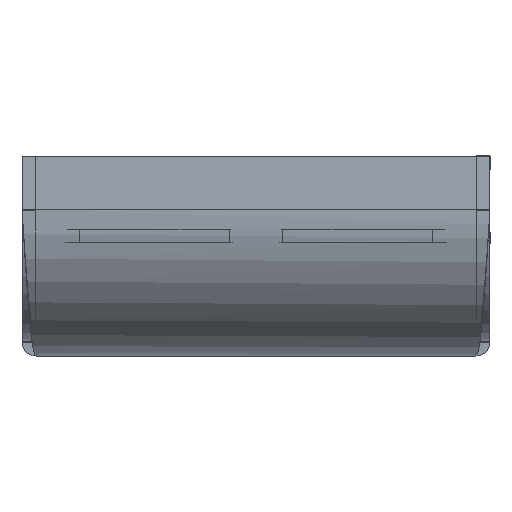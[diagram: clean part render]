
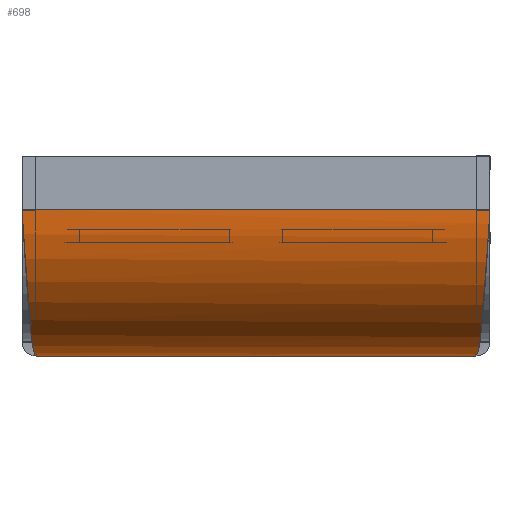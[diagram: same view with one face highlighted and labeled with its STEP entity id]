
A CAD part, left-side view. The second image highlights one B-rep face of the part: STEP entity #698.
In plain terms, the highlighted cylindrical face has radius 22 mm (diameter 44 mm), a partial arc.
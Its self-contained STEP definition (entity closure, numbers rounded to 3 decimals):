
#698 = ADVANCED_FACE ( 'NONE', ( #1961 ), #1900, .T. ) ;
#899 = CARTESIAN_POINT ( 'NONE',  ( -430.88, 33.175, -1.858 ) ) ;
#926 = CARTESIAN_POINT ( 'NONE',  ( -447.092, 34.4, 8.975 ) ) ;
#928 = CARTESIAN_POINT ( 'NONE',  ( -428., -33., -2. ) ) ;
#929 = CARTESIAN_POINT ( 'NONE',  ( -428., 33., -2. ) ) ;
#930 = CARTESIAN_POINT ( 'NONE',  ( -429.44, 33.088, -2. ) ) ;
#933 = CARTESIAN_POINT ( 'NONE',  ( -433.704, 33.35, -1.296 ) ) ;
#937 = CARTESIAN_POINT ( 'NONE',  ( -435.089, 33.438, -0.876 ) ) ;
#944 = CARTESIAN_POINT ( 'NONE',  ( -439.025, 33.7, 0.908 ) ) ;
#945 = CARTESIAN_POINT ( 'NONE',  ( -441.42, 33.875, 2.508 ) ) ;
#950 = CARTESIAN_POINT ( 'NONE',  ( -437.749, 33.613, 0.226 ) ) ;
#952 = CARTESIAN_POINT ( 'NONE',  ( -444.575, 34.138, 5.462 ) ) ;
#953 = CARTESIAN_POINT ( 'NONE',  ( -450., 35.1, 20. ) ) ;
#954 = CARTESIAN_POINT ( 'NONE',  ( -445.492, 34.225, 6.58 ) ) ;
#957 = CARTESIAN_POINT ( 'NONE',  ( -447.774, 34.488, 10.251 ) ) ;
#959 = CARTESIAN_POINT ( 'NONE',  ( -442.538, 33.963, 3.425 ) ) ;
#960 = CARTESIAN_POINT ( 'NONE',  ( -449.296, 34.75, 14.296 ) ) ;
#961 = CARTESIAN_POINT ( 'NONE',  ( -449.858, 34.925, 17.12 ) ) ;
#968 = CARTESIAN_POINT ( 'NONE',  ( -448.876, 34.663, 12.911 ) ) ;
#982 = DIRECTION ( 'NONE',  ( 0., 1., 0. ) ) ;
#984 = CARTESIAN_POINT ( 'NONE',  ( -450., 33., 20. ) ) ;
#988 = LINE ( 'NONE', #984, #2635 ) ;
#990 = CARTESIAN_POINT ( 'NONE',  ( -450., -35.1, 20. ) ) ;
#991 = CARTESIAN_POINT ( 'NONE',  ( -450., -35.013, 18.56 ) ) ;
#993 = CARTESIAN_POINT ( 'NONE',  ( -449.858, -34.925, 17.12 ) ) ;
#994 = CARTESIAN_POINT ( 'NONE',  ( -449.296, -34.75, 14.296 ) ) ;
#995 = CARTESIAN_POINT ( 'NONE',  ( -448.876, -34.663, 12.911 ) ) ;
#996 = CARTESIAN_POINT ( 'NONE',  ( -447.774, -34.488, 10.251 ) ) ;
#998 = CARTESIAN_POINT ( 'NONE',  ( -447.092, -34.4, 8.975 ) ) ;
#999 = CARTESIAN_POINT ( 'NONE',  ( -445.492, -34.225, 6.58 ) ) ;
#1000 = CARTESIAN_POINT ( 'NONE',  ( -444.575, -34.138, 5.462 ) ) ;
#1004 = CARTESIAN_POINT ( 'NONE',  ( -442.538, -33.963, 3.425 ) ) ;
#1005 = CARTESIAN_POINT ( 'NONE',  ( -441.42, -33.875, 2.508 ) ) ;
#1006 = CARTESIAN_POINT ( 'NONE',  ( -439.025, -33.7, 0.908 ) ) ;
#1009 = CARTESIAN_POINT ( 'NONE',  ( -437.749, -33.613, 0.226 ) ) ;
#1010 = CARTESIAN_POINT ( 'NONE',  ( -435.089, -33.438, -0.876 ) ) ;
#1011 = CARTESIAN_POINT ( 'NONE',  ( -433.704, -33.35, -1.296 ) ) ;
#1012 = CARTESIAN_POINT ( 'NONE',  ( -430.88, -33.175, -1.858 ) ) ;
#1013 = CARTESIAN_POINT ( 'NONE',  ( -450., 35.013, 18.56 ) ) ;
#1020 = CARTESIAN_POINT ( 'NONE',  ( -429.44, -33.087, -2. ) ) ;
#1190 = DIRECTION ( 'NONE',  ( 0., -1., 0. ) ) ;
#1202 = CARTESIAN_POINT ( 'NONE',  ( -428., 33., -2. ) ) ;
#1203 = LINE ( 'NONE', #1202, #2682 ) ;
#1413 = CARTESIAN_POINT ( 'NONE',  ( -450., -35.1, 20. ) ) ;
#1481 = CARTESIAN_POINT ( 'NONE',  ( -428., -33., -2. ) ) ;
#1490 = CARTESIAN_POINT ( 'NONE',  ( -428., 33., -2. ) ) ;
#1556 = CARTESIAN_POINT ( 'NONE',  ( -450., 35.1, 20. ) ) ;
#1899 = DIRECTION ( 'NONE',  ( 0., 0., 1. ) ) ;
#1900 = CYLINDRICAL_SURFACE ( 'NONE', #2849, 22. ) ;
#1902 = CARTESIAN_POINT ( 'NONE',  ( -428., -77.59, 20. ) ) ;
#1961 = FACE_OUTER_BOUND ( 'NONE', #4280, .T. ) ;
#1971 = DIRECTION ( 'NONE',  ( 0., 1., 0. ) ) ;
#2407 = VERTEX_POINT ( 'NONE', #1556 ) ;
#2635 = VECTOR ( 'NONE', #982, 1000. ) ;
#2682 = VECTOR ( 'NONE', #1190, 1000. ) ;
#2849 = AXIS2_PLACEMENT_3D ( 'NONE', #1902, #1971, #1899 ) ;
#3170 = B_SPLINE_CURVE_WITH_KNOTS ( 'NONE', 3,
 ( #928, #1020, #1012, #1011, #1010, #1009, #1006, #1005, #1004, #1000, #999, #998, #996, #995, #994, #993, #991, #990 ),
 .UNSPECIFIED., .F., .F.,
 ( 4, 2, 2, 2, 2, 2, 2, 2, 4 ),
 ( 0., 0.125, 0.25, 0.375, 0.5, 0.625, 0.75, 0.875, 1. ),
 .UNSPECIFIED. ) ;
#3179 = B_SPLINE_CURVE_WITH_KNOTS ( 'NONE', 3,
 ( #953, #1013, #961, #960, #968, #957, #926, #954, #952, #959, #945, #944, #950, #937, #933, #899, #930, #929 ),
 .UNSPECIFIED., .F., .F.,
 ( 4, 2, 2, 2, 2, 2, 2, 2, 4 ),
 ( 0., 0.125, 0.25, 0.375, 0.5, 0.625, 0.75, 0.875, 1. ),
 .UNSPECIFIED. ) ;
#3389 = VERTEX_POINT ( 'NONE', #1490 ) ;
#3398 = VERTEX_POINT ( 'NONE', #1481 ) ;
#3481 = VERTEX_POINT ( 'NONE', #1413 ) ;
#3648 = EDGE_CURVE ( 'NONE', #3389, #3398, #1203, .T. ) ;
#3698 = EDGE_CURVE ( 'NONE', #2407, #3389, #3179, .T. ) ;
#3701 = EDGE_CURVE ( 'NONE', #3398, #3481, #3170, .T. ) ;
#3703 = EDGE_CURVE ( 'NONE', #3481, #2407, #988, .T. ) ;
#4166 = ORIENTED_EDGE ( 'NONE', *, *, #3648, .T. ) ;
#4167 = ORIENTED_EDGE ( 'NONE', *, *, #3701, .T. ) ;
#4169 = ORIENTED_EDGE ( 'NONE', *, *, #3703, .T. ) ;
#4171 = ORIENTED_EDGE ( 'NONE', *, *, #3698, .T. ) ;
#4280 = EDGE_LOOP ( 'NONE', ( #4166, #4167, #4169, #4171 ) ) ;
